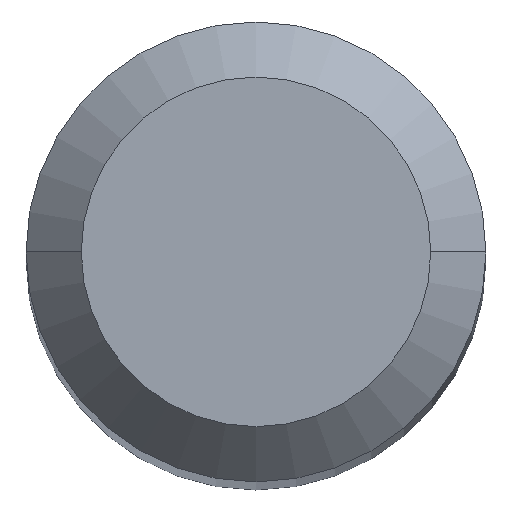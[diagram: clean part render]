
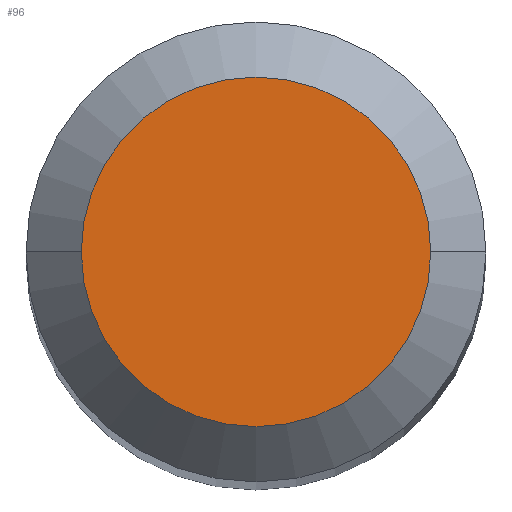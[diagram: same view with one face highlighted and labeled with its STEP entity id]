
A CAD part, top view. The second image highlights one B-rep face of the part: STEP entity #96.
In plain terms, the highlighted planar face has unit normal (0, 0, 1).
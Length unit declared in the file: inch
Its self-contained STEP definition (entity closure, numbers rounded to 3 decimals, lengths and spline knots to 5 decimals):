
#7 = DIRECTION ( 'NONE',  ( 1., 0., 0. ) ) ;
#21 = CIRCLE ( 'NONE', #43, 0.0475 ) ;
#33 = DIRECTION ( 'NONE',  ( 0., 0., -1. ) ) ;
#43 = AXIS2_PLACEMENT_3D ( 'NONE', #94, #161, #7 ) ;
#47 = EDGE_CURVE ( 'NONE', #340, #498, #403, .T. ) ;
#77 = DIRECTION ( 'NONE',  ( -1., 0., 0. ) ) ;
#82 = DIRECTION ( 'NONE',  ( 1., 0., 0. ) ) ;
#94 = CARTESIAN_POINT ( 'NONE',  ( 0., 0., 0. ) ) ;
#96 = ADVANCED_FACE ( 'NONE', ( #518 ), #390, .F. ) ;
#127 = AXIS2_PLACEMENT_3D ( 'NONE', #150, #33, #77 ) ;
#150 = CARTESIAN_POINT ( 'NONE',  ( 0., 0.0475, 0. ) ) ;
#152 = DIRECTION ( 'NONE',  ( 0., 0., 1. ) ) ;
#161 = DIRECTION ( 'NONE',  ( 0., 0., 1. ) ) ;
#174 = AXIS2_PLACEMENT_3D ( 'NONE', #231, #152, #82 ) ;
#224 = EDGE_LOOP ( 'NONE', ( #430, #241 ) ) ;
#231 = CARTESIAN_POINT ( 'NONE',  ( 0., 0., 0. ) ) ;
#241 = ORIENTED_EDGE ( 'NONE', *, *, #272, .T. ) ;
#272 = EDGE_CURVE ( 'NONE', #498, #340, #21, .T. ) ;
#340 = VERTEX_POINT ( 'NONE', #404 ) ;
#390 = PLANE ( 'NONE',  #127 ) ;
#403 = CIRCLE ( 'NONE', #174, 0.0475 ) ;
#404 = CARTESIAN_POINT ( 'NONE',  ( -0.0475, 0., 0. ) ) ;
#430 = ORIENTED_EDGE ( 'NONE', *, *, #47, .T. ) ;
#432 = CARTESIAN_POINT ( 'NONE',  ( 0.0475, 0., 0. ) ) ;
#498 = VERTEX_POINT ( 'NONE', #432 ) ;
#518 = FACE_OUTER_BOUND ( 'NONE', #224, .T. ) ;
